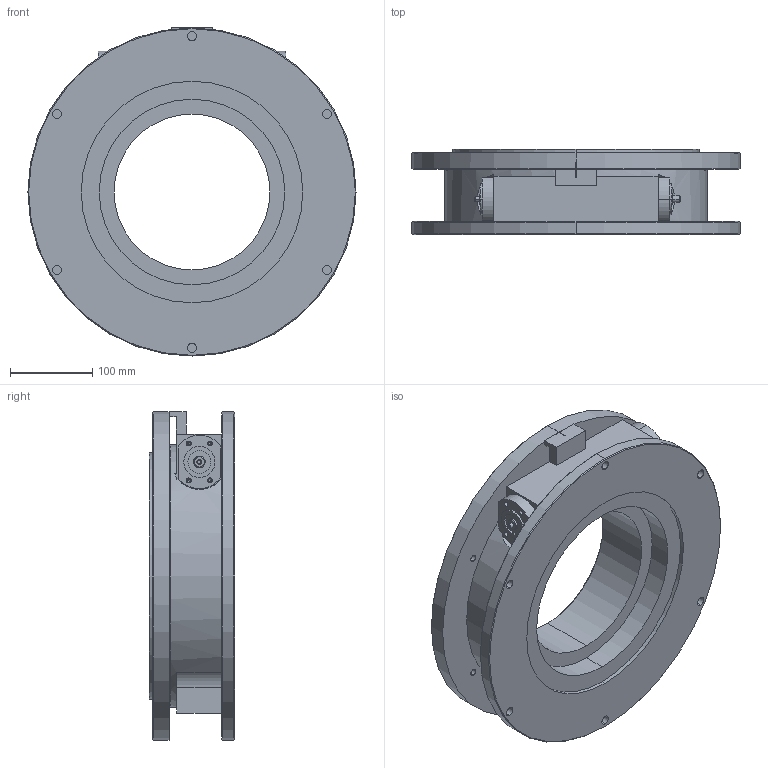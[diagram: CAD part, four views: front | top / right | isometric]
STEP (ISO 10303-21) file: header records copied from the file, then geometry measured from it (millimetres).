
FILE_DESCRIPTION (( 'STEP AP203' ), '1' );
FILE_NAME ('91045A-Drehtisch-LTB400M.STEP', '2013-05-13T07:15:30', ( '' ), ( '' ), 'SwSTEP 2.0', 'SolidWorks 2012', '' );
FILE_SCHEMA (( 'CONFIG_CONTROL_DESIGN' ));
Length unit declared in the file: millimetre
Products named in the file (1): 91045A-Drehtisch-LTB400M
Bounding box: 400 x 104 x 400 mm (x, y, z)
Volume: 7020149.3 mm3; surface area: 556765.6 mm2
Topology: 1 solids, 1 shells, 208 faces, 497 edges, 300 vertices
Faces by surface type: cylinder 107, plane 53, cone 48
Entity records: 6140 total; most frequent: DIRECTION 1125, CARTESIAN_POINT 1095, ORIENTED_EDGE 962, EDGE_CURVE 481, AXIS2_PLACEMENT_3D 444, VERTEX_POINT 300, EDGE_LOOP 259, LINE 237
